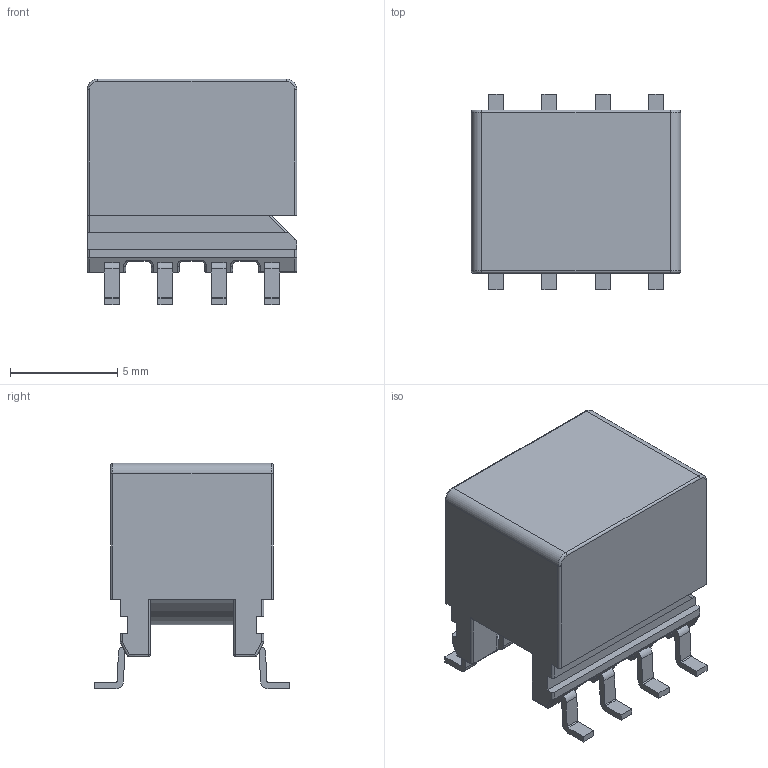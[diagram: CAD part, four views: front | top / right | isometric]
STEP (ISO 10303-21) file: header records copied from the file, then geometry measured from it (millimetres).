
FILE_DESCRIPTION(/* description */ ('Unknown'),/* implementation_level */ '2;1');
FILE_NAME(/* name */ 'T_Wurth_WE-FB-EP7_P8.13',/* time_stamp */ '2025-05-05T15:39:15+08:00',/* author */ ('Unknown'),/* organization */ ('Unknown'),/* preprocessor_version */ 'ST-DEVELOPER v19.4',/* originating_system */ 'Solid Edge',/* authorisation */ 'Unknown');
FILE_SCHEMA (('AUTOMOTIVE_DESIGN {1 0 10303 214 3 1 1}'));
Length unit declared in the file: millimetre
Products named in the file (2): T_Wurth_WE-FB-EP7_P8.13
Assembly tree (1 placements, depth 2):
  T_Wurth_WE-FB-EP7_P8.13
    T_Wurth_WE-FB-EP7_P8.13
Bounding box: 9.78 x 9.14 x 10.54 mm (x, y, z)
Volume: 452.3 mm3; surface area: 917.5 mm2
Topology: 1 solids, 1 shells, 344 faces, 862 edges, 516 vertices
Faces by surface type: cylinder 161, plane 121, torus 28, bspline 24, sphere 10
Full cylindrical faces by diameter (mm): 3.28 x1, 3.3 x1, 5.7 x1
Entity records: 12965 total; most frequent: CARTESIAN_POINT 2249, DIRECTION 1803, ORIENTED_EDGE 1702, EDGE_CURVE 851, AXIS2_PLACEMENT_3D 656, VERTEX_POINT 516, LINE 491, VECTOR 491
